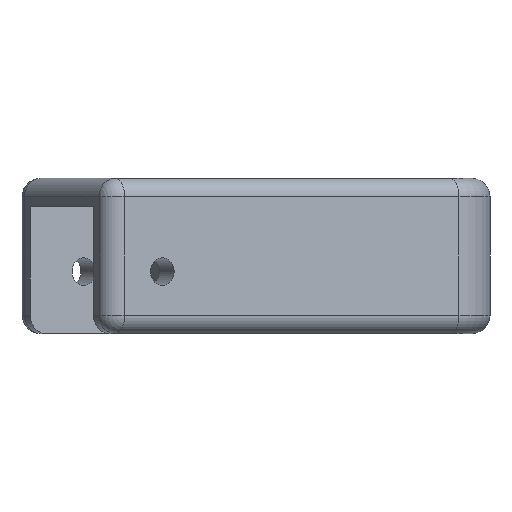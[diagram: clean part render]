
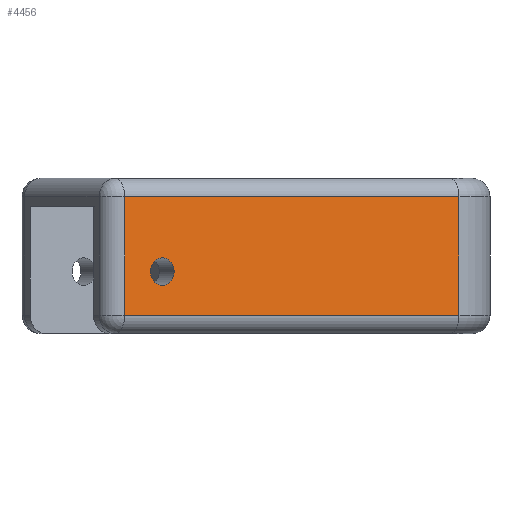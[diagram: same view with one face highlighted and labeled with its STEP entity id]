
A CAD part, front view. The second image highlights one B-rep face of the part: STEP entity #4456.
In plain terms, the highlighted planar face has unit normal (0.5, -0.866, 0).
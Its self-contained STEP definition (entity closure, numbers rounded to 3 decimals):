
#435 = CYLINDRICAL_SURFACE('',#436,3.);
#436 = AXIS2_PLACEMENT_3D('',#437,#438,#439);
#437 = CARTESIAN_POINT('',(236.917,-70.34,3.));
#438 = DIRECTION('',(0.866,0.5,0.));
#439 = DIRECTION('',(0.5,-0.866,0.));
#2027 = VERTEX_POINT('',#2028);
#2028 = CARTESIAN_POINT('',(292.2,-41.887,3.));
#2063 = CYLINDRICAL_SURFACE('',#2064,10.);
#2064 = AXIS2_PLACEMENT_3D('',#2065,#2066,#2067);
#2065 = CARTESIAN_POINT('',(287.2,-33.226,0.));
#2066 = DIRECTION('',(0.,0.,1.));
#2067 = DIRECTION('',(1.,0.,0.));
#2136 = VERTEX_POINT('',#2137);
#2137 = CARTESIAN_POINT('',(238.417,-72.938,3.));
#2164 = EDGE_CURVE('',#2136,#2027,#2165,.T.);
#2165 = SURFACE_CURVE('',#2166,(#2170,#2177),.PCURVE_S1.);
#2166 = LINE('',#2167,#2168);
#2167 = CARTESIAN_POINT('',(238.417,-72.938,3.));
#2168 = VECTOR('',#2169,1.);
#2169 = DIRECTION('',(0.866,0.5,0.));
#2170 = PCURVE('',#435,#2171);
#2171 = DEFINITIONAL_REPRESENTATION('',(#2172),#2176);
#2172 = LINE('',#2173,#2174);
#2173 = CARTESIAN_POINT('',(0.,0.));
#2174 = VECTOR('',#2175,1.);
#2175 = DIRECTION('',(0.,1.));
#2176 = ( GEOMETRIC_REPRESENTATION_CONTEXT(2) 
PARAMETRIC_REPRESENTATION_CONTEXT() REPRESENTATION_CONTEXT('2D SPACE',''
  ) );
#2177 = PCURVE('',#2178,#2183);
#2178 = PLANE('',#2179);
#2179 = AXIS2_PLACEMENT_3D('',#2180,#2181,#2182);
#2180 = CARTESIAN_POINT('',(235.819,-74.438,0.));
#2181 = DIRECTION('',(-0.5,0.866,0.));
#2182 = DIRECTION('',(0.866,0.5,0.));
#2183 = DEFINITIONAL_REPRESENTATION('',(#2184),#2188);
#2184 = LINE('',#2185,#2186);
#2185 = CARTESIAN_POINT('',(3.,-3.));
#2186 = VECTOR('',#2187,1.);
#2187 = DIRECTION('',(1.,0.));
#2188 = ( GEOMETRIC_REPRESENTATION_CONTEXT(2) 
PARAMETRIC_REPRESENTATION_CONTEXT() REPRESENTATION_CONTEXT('2D SPACE',''
  ) );
#2496 = CYLINDRICAL_SURFACE('',#2497,2.2);
#2497 = AXIS2_PLACEMENT_3D('',#2498,#2499,#2500);
#2498 = CARTESIAN_POINT('',(244.479,-69.438,10.));
#2499 = DIRECTION('',(0.5,-0.866,0.));
#2500 = DIRECTION('',(0.866,0.5,0.));
#3525 = CYLINDRICAL_SURFACE('',#3526,3.);
#3526 = AXIS2_PLACEMENT_3D('',#3527,#3528,#3529);
#3527 = CARTESIAN_POINT('',(234.319,-71.84,22.));
#3528 = DIRECTION('',(0.866,0.5,0.));
#3529 = DIRECTION('',(0.,0.,1.));
#4357 = EDGE_CURVE('',#2027,#4358,#4360,.T.);
#4358 = VERTEX_POINT('',#4359);
#4359 = CARTESIAN_POINT('',(292.2,-41.887,22.));
#4360 = SURFACE_CURVE('',#4361,(#4365,#4372),.PCURVE_S1.);
#4361 = LINE('',#4362,#4363);
#4362 = CARTESIAN_POINT('',(292.2,-41.887,0.));
#4363 = VECTOR('',#4364,1.);
#4364 = DIRECTION('',(0.,0.,1.));
#4365 = PCURVE('',#2063,#4366);
#4366 = DEFINITIONAL_REPRESENTATION('',(#4367),#4371);
#4367 = LINE('',#4368,#4369);
#4368 = CARTESIAN_POINT('',(-1.047,0.));
#4369 = VECTOR('',#4370,1.);
#4370 = DIRECTION('',(-0.,1.));
#4371 = ( GEOMETRIC_REPRESENTATION_CONTEXT(2) 
PARAMETRIC_REPRESENTATION_CONTEXT() REPRESENTATION_CONTEXT('2D SPACE',''
  ) );
#4372 = PCURVE('',#2178,#4373);
#4373 = DEFINITIONAL_REPRESENTATION('',(#4374),#4378);
#4374 = LINE('',#4375,#4376);
#4375 = CARTESIAN_POINT('',(65.103,0.));
#4376 = VECTOR('',#4377,1.);
#4377 = DIRECTION('',(0.,-1.));
#4378 = ( GEOMETRIC_REPRESENTATION_CONTEXT(2) 
PARAMETRIC_REPRESENTATION_CONTEXT() REPRESENTATION_CONTEXT('2D SPACE',''
  ) );
#4444 = CYLINDRICAL_SURFACE('',#4445,3.);
#4445 = AXIS2_PLACEMENT_3D('',#4446,#4447,#4448);
#4446 = CARTESIAN_POINT('',(236.917,-70.34,25.));
#4447 = DIRECTION('',(-0.,-0.,-1.));
#4448 = DIRECTION('',(0.5,-0.866,0.));
#4456 = ADVANCED_FACE('',(#4457,#4505),#2178,.F.);
#4457 = FACE_BOUND('',#4458,.F.);
#4458 = EDGE_LOOP('',(#4459,#4460,#4461,#4484));
#4459 = ORIENTED_EDGE('',*,*,#4357,.F.);
#4460 = ORIENTED_EDGE('',*,*,#2164,.F.);
#4461 = ORIENTED_EDGE('',*,*,#4462,.F.);
#4462 = EDGE_CURVE('',#4463,#2136,#4465,.T.);
#4463 = VERTEX_POINT('',#4464);
#4464 = CARTESIAN_POINT('',(238.417,-72.938,22.));
#4465 = SURFACE_CURVE('',#4466,(#4470,#4477),.PCURVE_S1.);
#4466 = LINE('',#4467,#4468);
#4467 = CARTESIAN_POINT('',(238.417,-72.938,25.));
#4468 = VECTOR('',#4469,1.);
#4469 = DIRECTION('',(-0.,-0.,-1.));
#4470 = PCURVE('',#2178,#4471);
#4471 = DEFINITIONAL_REPRESENTATION('',(#4472),#4476);
#4472 = LINE('',#4473,#4474);
#4473 = CARTESIAN_POINT('',(3.,-25.));
#4474 = VECTOR('',#4475,1.);
#4475 = DIRECTION('',(-0.,1.));
#4476 = ( GEOMETRIC_REPRESENTATION_CONTEXT(2) 
PARAMETRIC_REPRESENTATION_CONTEXT() REPRESENTATION_CONTEXT('2D SPACE',''
  ) );
#4477 = PCURVE('',#4444,#4478);
#4478 = DEFINITIONAL_REPRESENTATION('',(#4479),#4483);
#4479 = LINE('',#4480,#4481);
#4480 = CARTESIAN_POINT('',(0.,0.));
#4481 = VECTOR('',#4482,1.);
#4482 = DIRECTION('',(0.,1.));
#4483 = ( GEOMETRIC_REPRESENTATION_CONTEXT(2) 
PARAMETRIC_REPRESENTATION_CONTEXT() REPRESENTATION_CONTEXT('2D SPACE',''
  ) );
#4484 = ORIENTED_EDGE('',*,*,#4485,.T.);
#4485 = EDGE_CURVE('',#4463,#4358,#4486,.T.);
#4486 = SURFACE_CURVE('',#4487,(#4491,#4498),.PCURVE_S1.);
#4487 = LINE('',#4488,#4489);
#4488 = CARTESIAN_POINT('',(235.819,-74.438,22.));
#4489 = VECTOR('',#4490,1.);
#4490 = DIRECTION('',(0.866,0.5,0.));
#4491 = PCURVE('',#2178,#4492);
#4492 = DEFINITIONAL_REPRESENTATION('',(#4493),#4497);
#4493 = LINE('',#4494,#4495);
#4494 = CARTESIAN_POINT('',(0.,-22.));
#4495 = VECTOR('',#4496,1.);
#4496 = DIRECTION('',(1.,0.));
#4497 = ( GEOMETRIC_REPRESENTATION_CONTEXT(2) 
PARAMETRIC_REPRESENTATION_CONTEXT() REPRESENTATION_CONTEXT('2D SPACE',''
  ) );
#4498 = PCURVE('',#3525,#4499);
#4499 = DEFINITIONAL_REPRESENTATION('',(#4500),#4504);
#4500 = LINE('',#4501,#4502);
#4501 = CARTESIAN_POINT('',(1.571,0.));
#4502 = VECTOR('',#4503,1.);
#4503 = DIRECTION('',(0.,1.));
#4504 = ( GEOMETRIC_REPRESENTATION_CONTEXT(2) 
PARAMETRIC_REPRESENTATION_CONTEXT() REPRESENTATION_CONTEXT('2D SPACE',''
  ) );
#4505 = FACE_BOUND('',#4506,.F.);
#4506 = EDGE_LOOP('',(#4507));
#4507 = ORIENTED_EDGE('',*,*,#4508,.T.);
#4508 = EDGE_CURVE('',#4509,#4509,#4511,.T.);
#4509 = VERTEX_POINT('',#4510);
#4510 = CARTESIAN_POINT('',(246.385,-68.338,10.));
#4511 = SURFACE_CURVE('',#4512,(#4517,#4528),.PCURVE_S1.);
#4512 = CIRCLE('',#4513,2.2);
#4513 = AXIS2_PLACEMENT_3D('',#4514,#4515,#4516);
#4514 = CARTESIAN_POINT('',(244.479,-69.438,10.));
#4515 = DIRECTION('',(0.5,-0.866,0.));
#4516 = DIRECTION('',(0.866,0.5,0.));
#4517 = PCURVE('',#2178,#4518);
#4518 = DEFINITIONAL_REPRESENTATION('',(#4519),#4527);
#4519 = ( BOUNDED_CURVE() B_SPLINE_CURVE(2,(#4520,#4521,#4522,#4523,
#4524,#4525,#4526),.UNSPECIFIED.,.T.,.F.) B_SPLINE_CURVE_WITH_KNOTS((1,2
    ,2,2,2,1),(-2.094,0.,2.094,4.189,
6.283,8.378),.UNSPECIFIED.) CURVE() 
GEOMETRIC_REPRESENTATION_ITEM() RATIONAL_B_SPLINE_CURVE((1.,0.5,1.,0.5,
1.,0.5,1.)) REPRESENTATION_ITEM('') );
#4520 = CARTESIAN_POINT('',(12.2,-10.));
#4521 = CARTESIAN_POINT('',(12.2,-13.811));
#4522 = CARTESIAN_POINT('',(8.9,-11.905));
#4523 = CARTESIAN_POINT('',(5.6,-10.));
#4524 = CARTESIAN_POINT('',(8.9,-8.095));
#4525 = CARTESIAN_POINT('',(12.2,-6.189));
#4526 = CARTESIAN_POINT('',(12.2,-10.));
#4527 = ( GEOMETRIC_REPRESENTATION_CONTEXT(2) 
PARAMETRIC_REPRESENTATION_CONTEXT() REPRESENTATION_CONTEXT('2D SPACE',''
  ) );
#4528 = PCURVE('',#2496,#4529);
#4529 = DEFINITIONAL_REPRESENTATION('',(#4530),#4534);
#4530 = LINE('',#4531,#4532);
#4531 = CARTESIAN_POINT('',(0.,0.));
#4532 = VECTOR('',#4533,1.);
#4533 = DIRECTION('',(1.,0.));
#4534 = ( GEOMETRIC_REPRESENTATION_CONTEXT(2) 
PARAMETRIC_REPRESENTATION_CONTEXT() REPRESENTATION_CONTEXT('2D SPACE',''
  ) );
